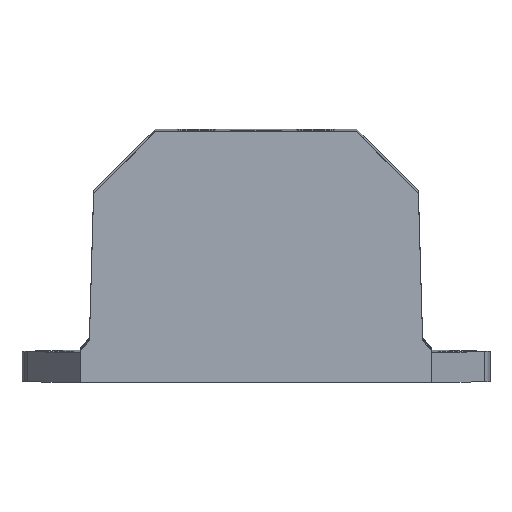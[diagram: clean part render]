
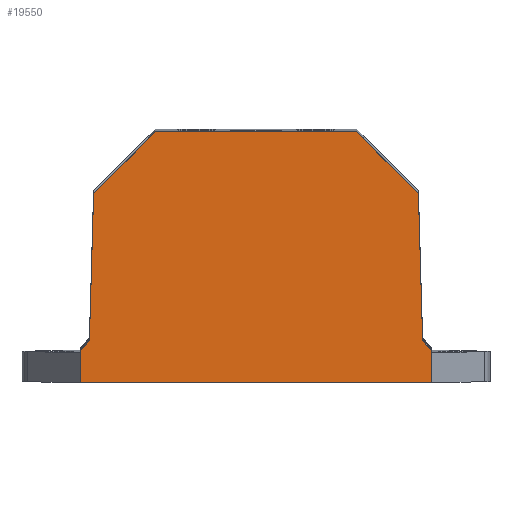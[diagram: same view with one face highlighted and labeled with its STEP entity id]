
A CAD part, left-side view. The second image highlights one B-rep face of the part: STEP entity #19550.
In plain terms, the highlighted face is planar.
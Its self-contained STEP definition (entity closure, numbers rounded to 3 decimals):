
#2020=CARTESIAN_POINT('',(30.597,90.24,
24.877));
#2030=VERTEX_POINT('',#2020);
#2060=CARTESIAN_POINT('',(124.094,90.24,
24.877));
#2070=DIRECTION('',(-1.,0.,0.));
#2080=VECTOR('',#2070,1.);
#2090=LINE('',#2060,#2080);
#2100=CARTESIAN_POINT('',(93.497,90.24,
24.877));
#2110=VERTEX_POINT('',#2100);
#2120=EDGE_CURVE('',#2110,#2030,#2090,.T.);
#17080=CARTESIAN_POINT('',(91.84,97.896,
24.77));
#17090=VERTEX_POINT('',#17080);
#17120=CARTESIAN_POINT('',(94.653,0.1,
26.136));
#17130=DIRECTION('',(-0.029,0.999,
-0.014));
#17140=VECTOR('',#17130,1.);
#17150=LINE('',#17120,#17140);
#17160=CARTESIAN_POINT('',(91.087,124.101,
24.404));
#17170=VERTEX_POINT('',#17160);
#17180=EDGE_CURVE('',#17090,#17170,#17150,.T.);
#18720=CARTESIAN_POINT('',(93.497,0.1,
26.136));
#18730=DIRECTION('',(0.,1.,
-0.014));
#18740=VECTOR('',#18730,1.);
#18750=LINE('',#18720,#18740);
#18760=CARTESIAN_POINT('',(93.497,95.922,
24.798));
#18770=VERTEX_POINT('',#18760);
#18780=EDGE_CURVE('',#2110,#18770,#18750,.T.);
#18930=CARTESIAN_POINT('',(62.297,112.444,
24.567));
#18940=DIRECTION('',(0.,0.014,
1.));
#18950=DIRECTION('',(1.,0.,0.));
#18960=AXIS2_PLACEMENT_3D('',#18930,#18940,#18950);
#18970=PLANE('',#18960);
#18980=CARTESIAN_POINT('',(-49.807,0.1,
26.136));
#18990=DIRECTION('',(-0.643,-0.766,
0.011));
#19000=VECTOR('',#18990,1.);
#19010=LINE('',#18980,#19000);
#19020=CARTESIAN_POINT('',(32.254,97.896,
24.77));
#19030=VERTEX_POINT('',#19020);
#19040=CARTESIAN_POINT('',(30.597,95.922,
24.798));
#19050=VERTEX_POINT('',#19040);
#19060=EDGE_CURVE('',#19030,#19050,#19010,.T.);
#19070=ORIENTED_EDGE('',*,*,#19060,.T.);
#19080=CARTESIAN_POINT('',(29.442,0.1,
26.136));
#19090=DIRECTION('',(-0.029,-0.999,
0.014));
#19100=VECTOR('',#19090,1.);
#19110=LINE('',#19080,#19100);
#19120=CARTESIAN_POINT('',(33.008,124.101,
24.404));
#19130=VERTEX_POINT('',#19120);
#19140=EDGE_CURVE('',#19130,#19030,#19110,.T.);
#19150=ORIENTED_EDGE('',*,*,#19140,.T.);
#19160=CARTESIAN_POINT('',(124.094,215.188,
23.132));
#19170=DIRECTION('',(-0.707,-0.707,
0.01));
#19180=VECTOR('',#19170,1.);
#19190=LINE('',#19160,#19180);
#19200=CARTESIAN_POINT('',(44.047,135.14,24.25));
#19210=VERTEX_POINT('',#19200);
#19220=EDGE_CURVE('',#19210,#19130,#19190,.T.);
#19230=ORIENTED_EDGE('',*,*,#19220,.T.);
#19240=CARTESIAN_POINT('',(124.094,135.14,24.25));
#19250=DIRECTION('',(-1.,0.,0.));
#19260=VECTOR('',#19250,1.);
#19270=LINE('',#19240,#19260);
#19280=CARTESIAN_POINT('',(80.047,135.14,24.25));
#19290=VERTEX_POINT('',#19280);
#19300=EDGE_CURVE('',#19290,#19210,#19270,.T.);
#19310=ORIENTED_EDGE('',*,*,#19300,.T.);
#19320=CARTESIAN_POINT('',(124.094,91.093,
24.865));
#19330=DIRECTION('',(-0.707,0.707,
-0.01));
#19340=VECTOR('',#19330,1.);
#19350=LINE('',#19320,#19340);
#19360=EDGE_CURVE('',#17170,#19290,#19350,.T.);
#19370=ORIENTED_EDGE('',*,*,#19360,.T.);
#19380=ORIENTED_EDGE('',*,*,#17180,.T.);
#19390=CARTESIAN_POINT('',(173.901,0.1,
26.136));
#19400=DIRECTION('',(-0.643,0.766,
-0.011));
#19410=VECTOR('',#19400,1.);
#19420=LINE('',#19390,#19410);
#19430=EDGE_CURVE('',#18770,#17090,#19420,.T.);
#19440=ORIENTED_EDGE('',*,*,#19430,.T.);
#19450=ORIENTED_EDGE('',*,*,#18780,.T.);
#19460=ORIENTED_EDGE('',*,*,#2120,.F.);
#19470=CARTESIAN_POINT('',(30.597,0.1,
26.136));
#19480=DIRECTION('',(0.,-1.,
0.014));
#19490=VECTOR('',#19480,1.);
#19500=LINE('',#19470,#19490);
#19510=EDGE_CURVE('',#19050,#2030,#19500,.T.);
#19520=ORIENTED_EDGE('',*,*,#19510,.T.);
#19530=EDGE_LOOP('',(#19520,#19460,#19450,#19440,#19380,#19370,#19310,
#19230,#19150,#19070));
#19540=FACE_OUTER_BOUND('',#19530,.T.);
#19550=ADVANCED_FACE('',(#19540),#18970,.T.);
